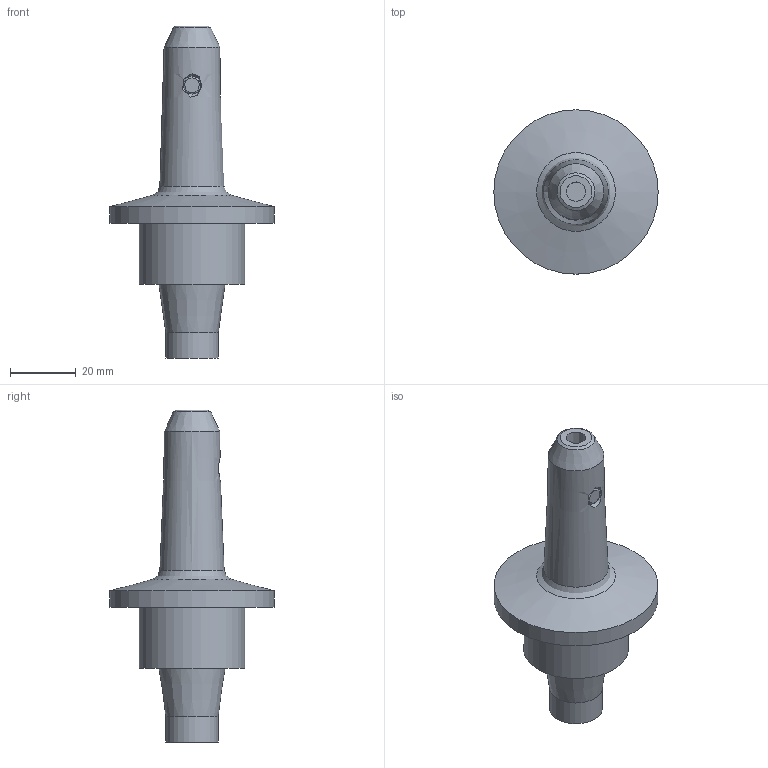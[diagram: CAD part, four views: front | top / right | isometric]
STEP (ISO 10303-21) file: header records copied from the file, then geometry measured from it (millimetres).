
FILE_DESCRIPTION(/* description */ (''),/* implementation_level */ '2;1');
FILE_NAME(/* name */ 'W9990705_stp.stp',/* time_stamp */ '2017-05-29T12:38:08+02:00',/* author */ (''),/* organization */ (''),/* preprocessor_version */ 'ST-DEVELOPER v15',/* originating_system */ 'SIEMENS PLM Software NX 9.0',/* authorisation */ '');
FILE_SCHEMA (('AUTOMOTIVE_DESIGN { 1 0 10303 214 3 1 1 1 }'));
Length unit declared in the file: millimetre
Products named in the file (1): reic1C24C78Ap7ha
Bounding box: 50 x 50 x 101 mm (x, y, z)
Volume: 45363.3 mm3; surface area: 11079.2 mm2
Topology: 1 solids, 1 shells, 18 faces, 31 edges, 19 vertices
Faces by surface type: plane 6, cone 5, cylinder 4, torus 3
Full cylindrical faces by diameter (mm): 6 x1, 16 x1, 32 x1, 50 x1
Entity records: 443 total; most frequent: CARTESIAN_POINT 113, DIRECTION 70, AXIS2_PLACEMENT_3D 35, EDGE_LOOP 34, ORIENTED_EDGE 34, FACE_BOUND 31, ADVANCED_FACE 18, VERTEX_POINT 17
